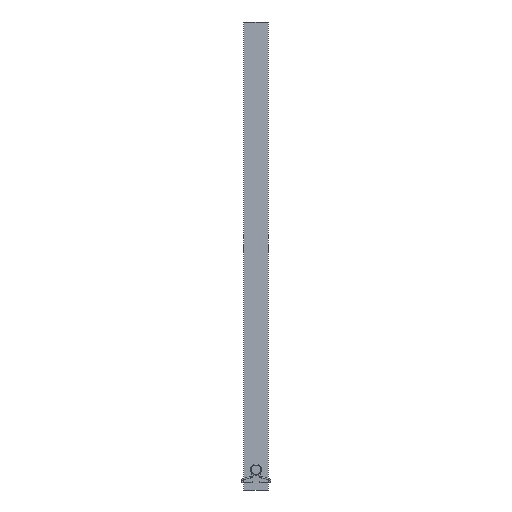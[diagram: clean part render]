
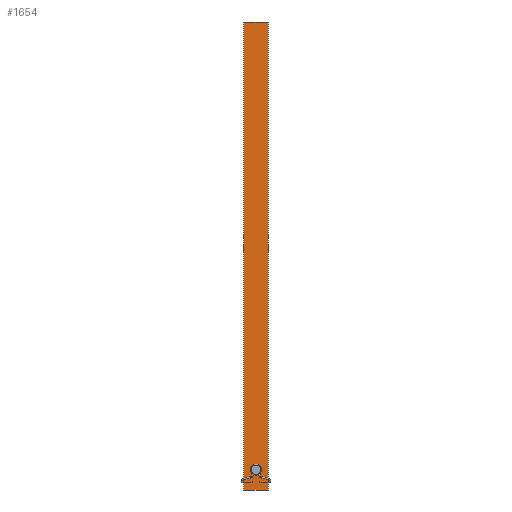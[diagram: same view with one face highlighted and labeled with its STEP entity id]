
A CAD part, left-side view. The second image highlights one B-rep face of the part: STEP entity #1654.
In plain terms, the highlighted planar face has unit normal (-1, 0, 0).
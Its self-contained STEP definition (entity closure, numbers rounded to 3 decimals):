
#56 = CIRCLE ( 'NONE', #2134, 2. ) ;
#74 = CARTESIAN_POINT ( 'NONE',  ( -0.5, -8., 0. ) ) ;
#84 = EDGE_CURVE ( 'NONE', #429, #163, #2432, .T. ) ;
#113 = DIRECTION ( 'NONE',  ( 0., -1., 0. ) ) ;
#126 = DIRECTION ( 'NONE',  ( 0., 0., -1. ) ) ;
#163 = VERTEX_POINT ( 'NONE', #74 ) ;
#275 = CARTESIAN_POINT ( 'NONE',  ( -0.5, 8., 0. ) ) ;
#284 = CARTESIAN_POINT ( 'NONE',  ( -0.5, 0., 13. ) ) ;
#294 = CARTESIAN_POINT ( 'NONE',  ( -0.5, -8., 300. ) ) ;
#300 = DIRECTION ( 'NONE',  ( 0., 1., 0. ) ) ;
#304 = EDGE_LOOP ( 'NONE', ( #2490, #2814 ) ) ;
#367 = DIRECTION ( 'NONE',  ( 1., 0., 0. ) ) ;
#429 = VERTEX_POINT ( 'NONE', #1145 ) ;
#522 = DIRECTION ( 'NONE',  ( 0., 0., -1. ) ) ;
#559 = VECTOR ( 'NONE', #717, 1000. ) ;
#717 = DIRECTION ( 'NONE',  ( 0., -1., 0. ) ) ;
#724 = VECTOR ( 'NONE', #522, 1000. ) ;
#775 = DIRECTION ( 'NONE',  ( 0., 1., 0. ) ) ;
#837 = CARTESIAN_POINT ( 'NONE',  ( -0.5, 8., 300. ) ) ;
#885 = ORIENTED_EDGE ( 'NONE', *, *, #84, .T. ) ;
#914 = ORIENTED_EDGE ( 'NONE', *, *, #1315, .F. ) ;
#999 = DIRECTION ( 'NONE',  ( -1., 0., 0. ) ) ;
#1107 = EDGE_LOOP ( 'NONE', ( #885, #914, #2883, #1135 ) ) ;
#1126 = VECTOR ( 'NONE', #126, 1000. ) ;
#1135 = ORIENTED_EDGE ( 'NONE', *, *, #2673, .T. ) ;
#1145 = CARTESIAN_POINT ( 'NONE',  ( -0.5, 8., 0. ) ) ;
#1228 = VECTOR ( 'NONE', #113, 1000. ) ;
#1293 = CARTESIAN_POINT ( 'NONE',  ( -0.5, -2., 13. ) ) ;
#1315 = EDGE_CURVE ( 'NONE', #1853, #163, #2265, .T. ) ;
#1375 = VERTEX_POINT ( 'NONE', #2094 ) ;
#1465 = EDGE_CURVE ( 'NONE', #1375, #2700, #2827, .T. ) ;
#1570 = FACE_OUTER_BOUND ( 'NONE', #1107, .T. ) ;
#1589 = DIRECTION ( 'NONE',  ( 0., 1., 0. ) ) ;
#1654 = ADVANCED_FACE ( 'NONE', ( #2744, #1570 ), #2506, .F. ) ;
#1689 = CARTESIAN_POINT ( 'NONE',  ( -0.5, -8., 300. ) ) ;
#1726 = CARTESIAN_POINT ( 'NONE',  ( -0.5, 0., 13. ) ) ;
#1853 = VERTEX_POINT ( 'NONE', #1689 ) ;
#1923 = AXIS2_PLACEMENT_3D ( 'NONE', #2477, #367, #1589 ) ;
#1996 = CARTESIAN_POINT ( 'NONE',  ( -0.5, 8., 300. ) ) ;
#2008 = LINE ( 'NONE', #2057, #1126 ) ;
#2009 = VERTEX_POINT ( 'NONE', #1996 ) ;
#2029 = LINE ( 'NONE', #837, #1228 ) ;
#2057 = CARTESIAN_POINT ( 'NONE',  ( -0.5, 8., 300. ) ) ;
#2094 = CARTESIAN_POINT ( 'NONE',  ( -0.5, 2., 13. ) ) ;
#2134 = AXIS2_PLACEMENT_3D ( 'NONE', #1726, #2467, #775 ) ;
#2265 = LINE ( 'NONE', #294, #724 ) ;
#2432 = LINE ( 'NONE', #275, #559 ) ;
#2467 = DIRECTION ( 'NONE',  ( -1., 0., 0. ) ) ;
#2477 = CARTESIAN_POINT ( 'NONE',  ( -0.5, 8., 300. ) ) ;
#2490 = ORIENTED_EDGE ( 'NONE', *, *, #3109, .F. ) ;
#2506 = PLANE ( 'NONE',  #1923 ) ;
#2673 = EDGE_CURVE ( 'NONE', #2009, #429, #2008, .T. ) ;
#2700 = VERTEX_POINT ( 'NONE', #1293 ) ;
#2713 = EDGE_CURVE ( 'NONE', #2009, #1853, #2029, .T. ) ;
#2744 = FACE_BOUND ( 'NONE', #304, .T. ) ;
#2814 = ORIENTED_EDGE ( 'NONE', *, *, #1465, .F. ) ;
#2827 = CIRCLE ( 'NONE', #3028, 2. ) ;
#2883 = ORIENTED_EDGE ( 'NONE', *, *, #2713, .F. ) ;
#3028 = AXIS2_PLACEMENT_3D ( 'NONE', #284, #999, #300 ) ;
#3109 = EDGE_CURVE ( 'NONE', #2700, #1375, #56, .T. ) ;
